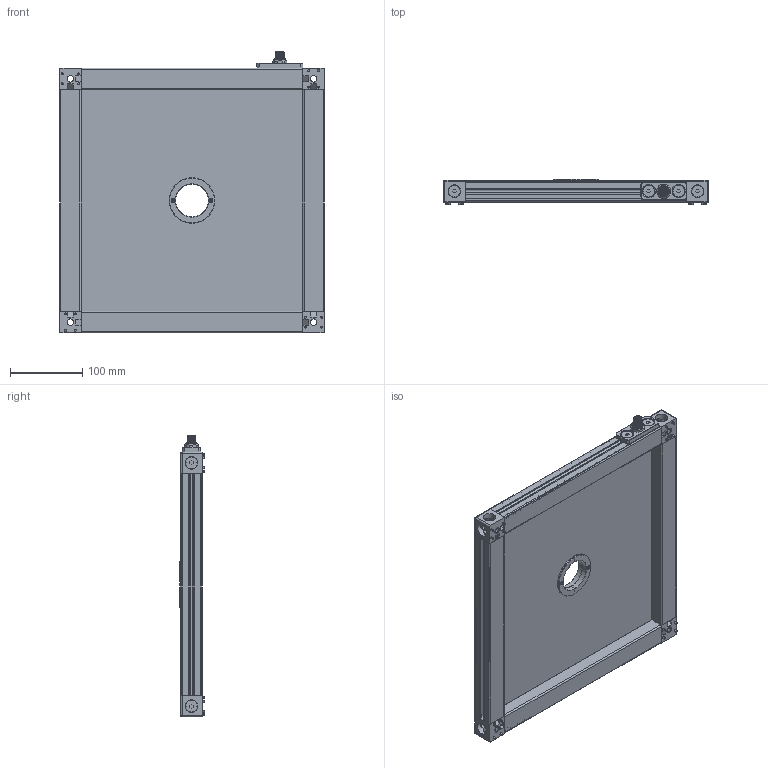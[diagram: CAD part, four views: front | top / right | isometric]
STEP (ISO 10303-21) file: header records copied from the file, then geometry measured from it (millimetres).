
FILE_DESCRIPTION (( 'STEP AP214' ), '1' );
FILE_NAME ('LLPX-H45-300x300.STEP', '2016-08-08T14:06:21', ( '' ), ( '' ), 'SwSTEP 2.0', 'SolidWorks 2015', '' );
FILE_SCHEMA (( 'AUTOMOTIVE_DESIGN' ));
Length unit declared in the file: inch
Products named in the file (17): M12 Nut; Screw holder; Screws -- short_FB08.0-015; Input Mounting Plate_A; M12_Male; EXT-00557-01-R1_306-DVR; PLATE-00557-03-R1_H45 - 306x306; PLATE-00557-02-R1_H45 - 306x306; PLATE-00557-01-R1_H45 - 306x306; Screws_FB08.0-015; End Caps; EXT-00557-01-R1_306; LLPX-H45-300x300; LLPX-H ASM_45mm; 92010A022_92010A022; LLPX-H Ring_45mm; Input Assembly
Assembly tree (34 placements, depth 3):
  LLPX-H45-300x300
    EXT-00557-01-R1_306  x3
    End Caps  x4
    Screws_FB08.0-015  x8
    PLATE-00557-01-R1_H45 - 306x306
    PLATE-00557-02-R1_H45 - 306x306
    PLATE-00557-03-R1_H45 - 306x306
    EXT-00557-01-R1_306-DVR
    Input Assembly
      M12_Male
      Input Mounting Plate_A
      Screws -- short_FB08.0-015  x2
      Screw holder  x2
      M12 Nut
    LLPX-H ASM_45mm
      LLPX-H Ring_45mm  x2
      92010A022_92010A022  x4
Bounding box: 366 x 34.52 x 389.47 mm (x, y, z)
Volume: 1559651.6 mm3; surface area: 1102868.8 mm2
Topology: 32 solids, 33 shells, 1886 faces, 5120 edges, 3340 vertices
Faces by surface type: cylinder 870, plane 730, cone 172, bspline 82, sphere 28, torus 4
Entity records: 56774 total; most frequent: CARTESIAN_POINT 29712, ORIENTED_EDGE 5178, DIRECTION 4714, EDGE_CURVE 2589, VERTEX_POINT 1702, AXIS2_PLACEMENT_3D 1668, VECTOR 1378, LINE 1378
